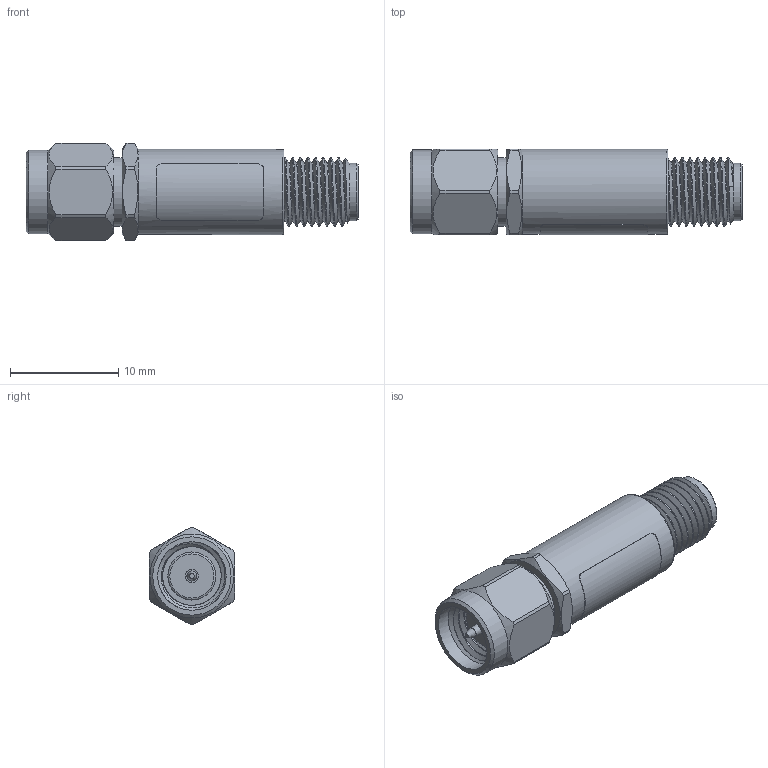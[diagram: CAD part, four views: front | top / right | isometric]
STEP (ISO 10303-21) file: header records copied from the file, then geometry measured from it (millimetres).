
FILE_DESCRIPTION (( 'STEP AP203' ), '1' );
FILE_NAME ('FMMT10022_3D.step', '2022-05-23T14:49:29', ( '' ), ( '' ), 'SwSTEP 2.0', 'SolidWorks 2021', '' );
FILE_SCHEMA (( 'CONFIG_CONTROL_DESIGN' ));
Length unit declared in the file: inch
Products named in the file (1): FMMT10022_3D
Bounding box: 30.73 x 7.96 x 8.99 mm (x, y, z)
Volume: 1232.8 mm3; surface area: 1230.3 mm2
Topology: 1 solids, 1 shells, 84 faces, 205 edges, 134 vertices
Faces by surface type: cylinder 31, plane 25, bspline 15, cone 11, torus 2
Full cylindrical faces by diameter (mm): 0.94 x2, 1.194 x2, 4.445 x1, 4.572 x1, 5.334 x1, 6.35 x7, 7.762 x1, 7.874 x1
Entity records: 5916 total; most frequent: CARTESIAN_POINT 4337, ORIENTED_EDGE 308, DIRECTION 266, EDGE_CURVE 154, AXIS2_PLACEMENT_3D 121, VERTEX_POINT 112, EDGE_LOOP 110, FACE_OUTER_BOUND 90
